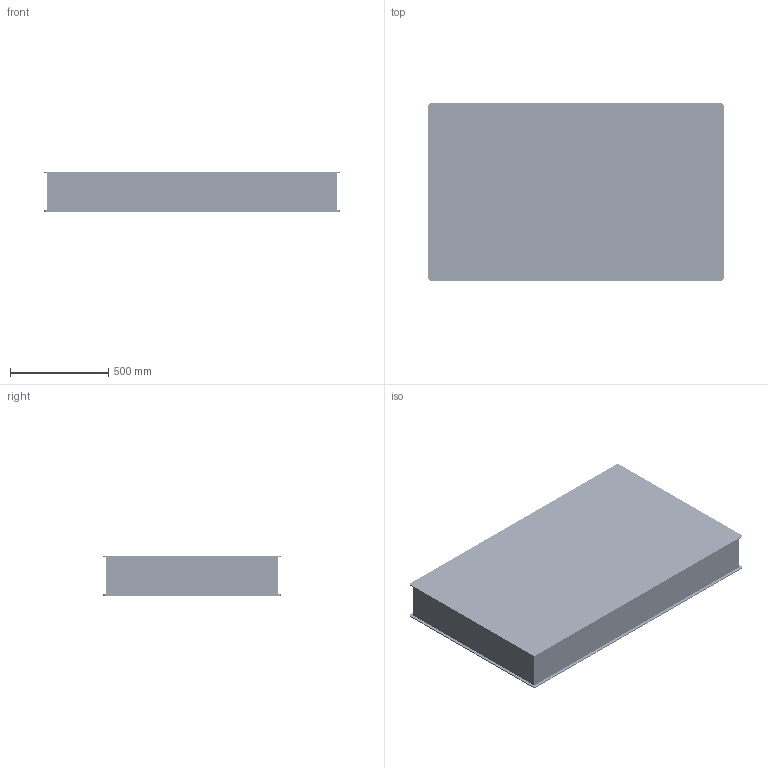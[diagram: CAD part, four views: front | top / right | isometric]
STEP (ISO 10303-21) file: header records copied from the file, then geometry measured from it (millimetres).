
FILE_DESCRIPTION (( 'STEP AP214' ), '1' );
FILE_NAME ('516068.STEP', '2024-06-19T06:19:01', ( '' ), ( '' ), 'SwSTEP 2.0', 'SolidWorks 2020', '' );
FILE_SCHEMA (( 'AUTOMOTIVE_DESIGN' ));
Length unit declared in the file: millimetre
Products named in the file (1): 516068
Bounding box: 1500 x 900 x 200 mm (x, y, z)
Volume: 258107961.7 mm3; surface area: 3999316.7 mm2
Topology: 1 solids, 1 shells, 5976 faces, 12000 edges, 8000 vertices
Faces by surface type: cylinder 3960, plane 2016
Entity records: 185062 total; most frequent: DIRECTION 31874, CARTESIAN_POINT 25977, ORIENTED_EDGE 24000, AXIS2_PLACEMENT_3D 13897, EDGE_CURVE 12000, VERTEX_POINT 8000, EDGE_LOOP 7950, CIRCLE 7920
